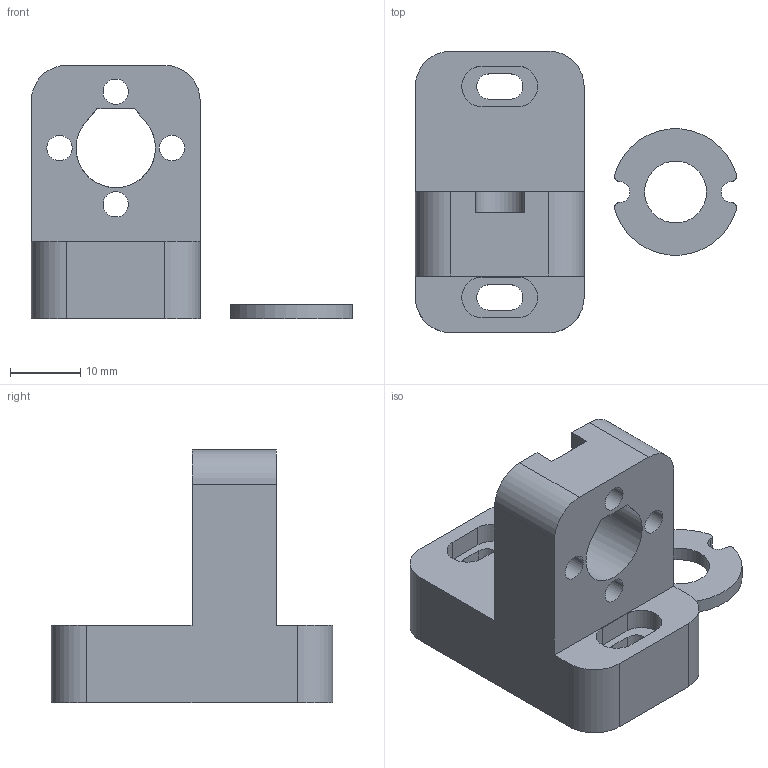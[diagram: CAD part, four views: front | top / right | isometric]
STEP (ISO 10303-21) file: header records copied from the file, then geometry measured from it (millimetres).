
FILE_DESCRIPTION((' '),'2;1');
FILE_NAME(' 05 YplatformFixing.stp','2016-10-08T09:24:58+00:00',('none'),('none'),' ',' AP214','none');
FILE_SCHEMA(('AUTOMOTIVE_DESIGN { 1 0 10303 214 1 1 1 1 }'));
Length unit declared in the file: millimetre
Products named in the file (1): Part40
Bounding box: 45.69 x 40 x 36 mm (x, y, z)
Volume: 15189.5 mm3; surface area: 6471.1 mm2
Topology: 2 solids, 2 shells, 65 faces, 182 edges, 123 vertices
Faces by surface type: cylinder 34, plane 31
Entity records: 2064 total; most frequent: CARTESIAN_POINT 361, ORIENTED_EDGE 360, DIRECTION 290, EDGE_CURVE 180, AXIS2_PLACEMENT_3D 127, VERTEX_POINT 120, VECTOR 110, LINE 110
